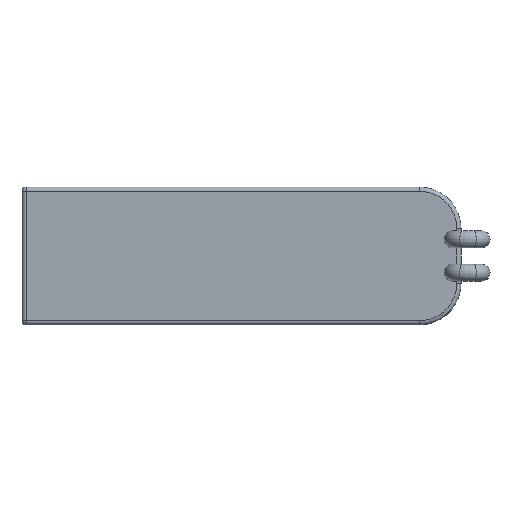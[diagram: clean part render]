
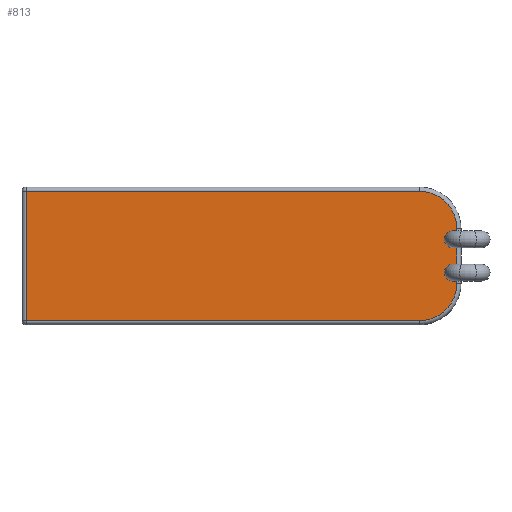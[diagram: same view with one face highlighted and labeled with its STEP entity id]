
A CAD part, left-side view. The second image highlights one B-rep face of the part: STEP entity #813.
In plain terms, the highlighted planar face has unit normal (-1, 0, 0).
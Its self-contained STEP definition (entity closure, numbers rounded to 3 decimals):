
#33=LINE('',#1455,#61);
#35=LINE('',#1461,#63);
#37=LINE('',#1473,#65);
#38=LINE('',#1474,#66);
#39=LINE('',#1475,#67);
#41=LINE('',#1484,#69);
#61=VECTOR('',#1186,10.);
#63=VECTOR('',#1192,10.);
#65=VECTOR('',#1206,10.);
#66=VECTOR('',#1207,10.);
#67=VECTOR('',#1208,10.);
#69=VECTOR('',#1220,10.);
#92=PLANE('',#975);
#140=FACE_OUTER_BOUND('',#188,.T.);
#188=EDGE_LOOP('',(#704,#705,#706,#707,#708,#709,#710,#711,#712,#713));
#223=CIRCLE('',#877,2.);
#256=CIRCLE('',#921,2.);
#270=CIRCLE('',#943,9.);
#274=CIRCLE('',#949,9.);
#308=VERTEX_POINT('',#1355);
#309=VERTEX_POINT('',#1357);
#332=VERTEX_POINT('',#1424);
#333=VERTEX_POINT('',#1426);
#334=VERTEX_POINT('',#1433);
#342=VERTEX_POINT('',#1450);
#343=VERTEX_POINT('',#1457);
#345=VERTEX_POINT('',#1463);
#347=VERTEX_POINT('',#1469);
#349=VERTEX_POINT('',#1477);
#393=EDGE_CURVE('',#309,#308,#223,.T.);
#427=EDGE_CURVE('',#333,#332,#256,.T.);
#440=EDGE_CURVE('',#334,#342,#33,.T.);
#443=EDGE_CURVE('',#342,#343,#35,.T.);
#446=EDGE_CURVE('',#343,#345,#270,.T.);
#449=EDGE_CURVE('',#345,#332,#37,.T.);
#450=EDGE_CURVE('',#333,#308,#38,.T.);
#451=EDGE_CURVE('',#309,#347,#39,.T.);
#454=EDGE_CURVE('',#347,#349,#274,.T.);
#456=EDGE_CURVE('',#349,#334,#41,.T.);
#704=ORIENTED_EDGE('',*,*,#393,.T.);
#705=ORIENTED_EDGE('',*,*,#450,.F.);
#706=ORIENTED_EDGE('',*,*,#427,.T.);
#707=ORIENTED_EDGE('',*,*,#449,.F.);
#708=ORIENTED_EDGE('',*,*,#446,.F.);
#709=ORIENTED_EDGE('',*,*,#443,.F.);
#710=ORIENTED_EDGE('',*,*,#440,.F.);
#711=ORIENTED_EDGE('',*,*,#456,.F.);
#712=ORIENTED_EDGE('',*,*,#454,.F.);
#713=ORIENTED_EDGE('',*,*,#451,.F.);
#813=ADVANCED_FACE('',(#140),#92,.T.);
#877=AXIS2_PLACEMENT_3D('',#1358,#1061,#1062);
#921=AXIS2_PLACEMENT_3D('',#1427,#1150,#1151);
#943=AXIS2_PLACEMENT_3D('',#1467,#1199,#1200);
#949=AXIS2_PLACEMENT_3D('',#1481,#1215,#1216);
#975=AXIS2_PLACEMENT_3D('',#1536,#1285,#1286);
#1061=DIRECTION('center_axis',(1.,0.,0.));
#1062=DIRECTION('ref_axis',(0.,1.,0.));
#1150=DIRECTION('center_axis',(1.,0.,0.));
#1151=DIRECTION('ref_axis',(0.,1.,0.));
#1186=DIRECTION('',(0.,0.,1.));
#1192=DIRECTION('',(0.,-1.,0.));
#1199=DIRECTION('center_axis',(1.,0.,0.));
#1200=DIRECTION('ref_axis',(0.,-0.707,0.707));
#1206=DIRECTION('',(0.,0.,-1.));
#1207=DIRECTION('',(0.,0.,-1.));
#1208=DIRECTION('',(0.,0.,-1.));
#1215=DIRECTION('center_axis',(1.,0.,0.));
#1216=DIRECTION('ref_axis',(0.,-0.707,-0.707));
#1220=DIRECTION('',(0.,1.,0.));
#1285=DIRECTION('center_axis',(-1.,0.,0.));
#1286=DIRECTION('ref_axis',(0.,-1.,0.));
#1355=CARTESIAN_POINT('',(-17.5,-51.5,-2.268));
#1357=CARTESIAN_POINT('',(-17.5,-51.5,-5.732));
#1358=CARTESIAN_POINT('Origin',(-17.5,-50.5,-4.));
#1424=CARTESIAN_POINT('',(-17.5,-51.5,5.732));
#1426=CARTESIAN_POINT('',(-17.5,-51.5,2.268));
#1427=CARTESIAN_POINT('Origin',(-17.5,-50.5,4.));
#1433=CARTESIAN_POINT('',(-17.5,51.5,-15.5));
#1450=CARTESIAN_POINT('',(-17.5,51.5,15.5));
#1455=CARTESIAN_POINT('',(-17.5,51.5,0.));
#1457=CARTESIAN_POINT('',(-17.5,-42.5,15.5));
#1461=CARTESIAN_POINT('',(-17.5,26.25,15.5));
#1463=CARTESIAN_POINT('',(-17.5,-51.5,6.5));
#1467=CARTESIAN_POINT('Origin',(-17.5,-42.5,6.5));
#1469=CARTESIAN_POINT('',(-17.5,-51.5,-6.5));
#1473=CARTESIAN_POINT('',(-17.5,-51.5,0.));
#1474=CARTESIAN_POINT('',(-17.5,-51.5,0.));
#1475=CARTESIAN_POINT('',(-17.5,-51.5,0.));
#1477=CARTESIAN_POINT('',(-17.5,-42.5,-15.5));
#1481=CARTESIAN_POINT('Origin',(-17.5,-42.5,-6.5));
#1484=CARTESIAN_POINT('',(-17.5,26.25,-15.5));
#1536=CARTESIAN_POINT('Origin',(-17.5,52.5,0.));
